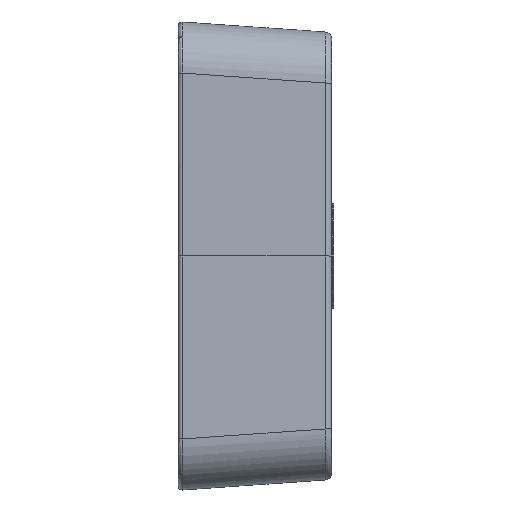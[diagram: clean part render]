
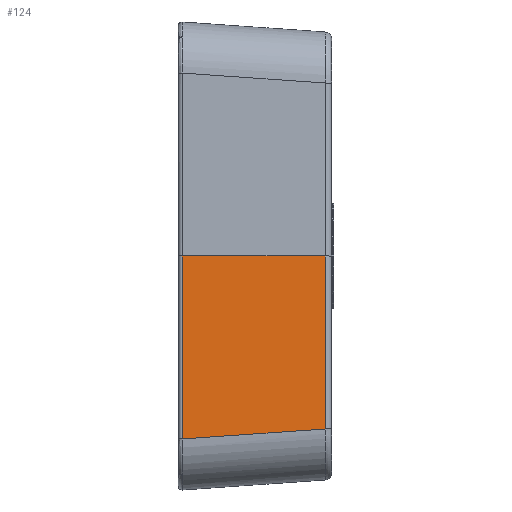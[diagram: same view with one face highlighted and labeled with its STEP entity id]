
A CAD part, left-side view. The second image highlights one B-rep face of the part: STEP entity #124.
In plain terms, the highlighted planar face has unit normal (-0.998, -0.07, 0).
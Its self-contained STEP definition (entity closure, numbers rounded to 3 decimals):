
#124 = ADVANCED_FACE ( 'NONE', ( #1925 ), #24729, .F. ) ;
#296 = LINE ( 'NONE', #43305, #58743 ) ;
#1925 = FACE_OUTER_BOUND ( 'NONE', #23323, .T. ) ;
#3915 = DIRECTION ( 'NONE',  ( 0.998, 0.07, 0. ) ) ;
#4670 = VECTOR ( 'NONE', #35829, 1000. ) ;
#12248 = DIRECTION ( 'NONE',  ( 0.07, -0.995, 0.07 ) ) ;
#12660 = VERTEX_POINT ( 'NONE', #50014 ) ;
#13957 = ORIENTED_EDGE ( 'NONE', *, *, #62398, .T. ) ;
#16157 = CARTESIAN_POINT ( 'NONE',  ( -309.341, 45.576, -134.434 ) ) ;
#21789 = CARTESIAN_POINT ( 'NONE',  ( -302.354, -54.349, 1. ) ) ;
#23323 = EDGE_LOOP ( 'NONE', ( #59551, #69709, #26449, #13957 ) ) ;
#24729 = PLANE ( 'NONE',  #43533 ) ;
#26449 = ORIENTED_EDGE ( 'NONE', *, *, #68877, .T. ) ;
#33193 = VECTOR ( 'NONE', #12248, 1000. ) ;
#33329 = CARTESIAN_POINT ( 'NONE',  ( -309.776, 51.791, -134.868 ) ) ;
#33922 = EDGE_CURVE ( 'NONE', #12660, #45175, #45369, .T. ) ;
#35654 = CARTESIAN_POINT ( 'NONE',  ( -310., 55., 1. ) ) ;
#35829 = DIRECTION ( 'NONE',  ( 0.07, -0.998, 0. ) ) ;
#40084 = VERTEX_POINT ( 'NONE', #52126 ) ;
#40781 = CARTESIAN_POINT ( 'NONE',  ( -310., 55., 1. ) ) ;
#41653 = LINE ( 'NONE', #68092, #47768 ) ;
#42780 = EDGE_CURVE ( 'NONE', #12660, #59825, #296, .T. ) ;
#43305 = CARTESIAN_POINT ( 'NONE',  ( -309.776, 51.791, 1. ) ) ;
#43533 = AXIS2_PLACEMENT_3D ( 'NONE', #35654, #3915, #44926 ) ;
#44926 = DIRECTION ( 'NONE',  ( -0.07, 0.998, 0. ) ) ;
#45175 = VERTEX_POINT ( 'NONE', #21789 ) ;
#45369 = LINE ( 'NONE', #40781, #4670 ) ;
#47768 = VECTOR ( 'NONE', #63143, 1000. ) ;
#50014 = CARTESIAN_POINT ( 'NONE',  ( -309.776, 51.791, 1. ) ) ;
#52126 = CARTESIAN_POINT ( 'NONE',  ( -302.354, -54.349, -127.446 ) ) ;
#54893 = LINE ( 'NONE', #16157, #33193 ) ;
#58743 = VECTOR ( 'NONE', #58815, 1000. ) ;
#58815 = DIRECTION ( 'NONE',  ( 0., 0., -1. ) ) ;
#59551 = ORIENTED_EDGE ( 'NONE', *, *, #33922, .F. ) ;
#59825 = VERTEX_POINT ( 'NONE', #33329 ) ;
#62398 = EDGE_CURVE ( 'NONE', #40084, #45175, #41653, .T. ) ;
#63143 = DIRECTION ( 'NONE',  ( 0., 0., 1. ) ) ;
#68092 = CARTESIAN_POINT ( 'NONE',  ( -302.354, -54.349, 1. ) ) ;
#68877 = EDGE_CURVE ( 'NONE', #59825, #40084, #54893, .T. ) ;
#69709 = ORIENTED_EDGE ( 'NONE', *, *, #42780, .T. ) ;
